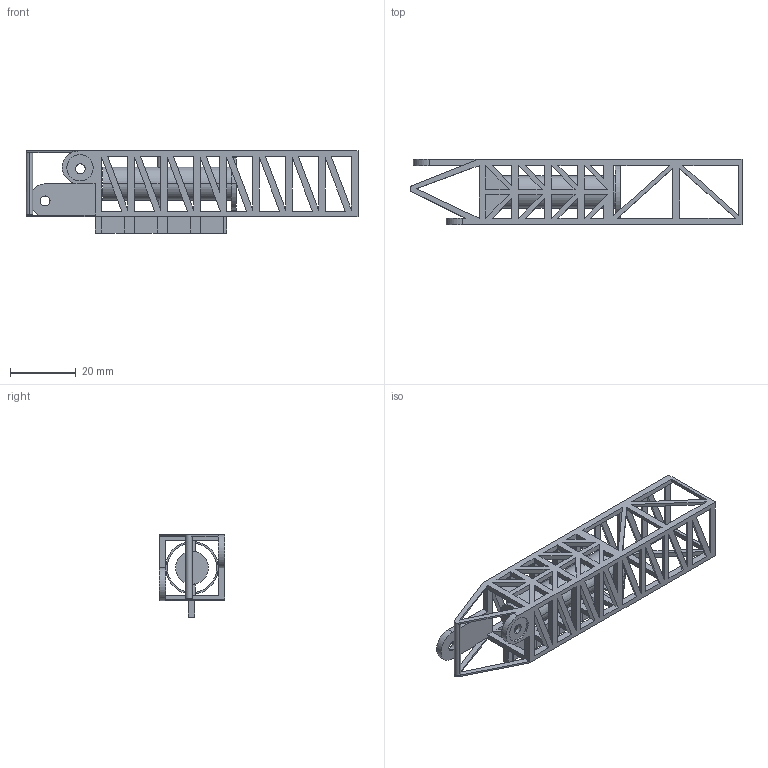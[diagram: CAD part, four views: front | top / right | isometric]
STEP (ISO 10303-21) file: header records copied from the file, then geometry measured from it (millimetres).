
FILE_DESCRIPTION (( 'STEP AP203' ), '1' );
FILE_NAME ('s5 segment.par_Défaut_sldprt.STEP', '2024-03-20T04:11:35', ( '' ), ( '' ), 'SwSTEP 2.0', 'SolidWorks 2022', '' );
FILE_SCHEMA (( 'CONFIG_CONTROL_DESIGN' ));
Length unit declared in the file: millimetre
Products named in the file (1): s5 segment.par_Défaut_sldprt
Bounding box: 101 x 20 x 25 mm (x, y, z)
Volume: 8033.1 mm3; surface area: 12338.3 mm2
Topology: 2 solids, 2 shells, 255 faces, 890 edges, 564 vertices
Faces by surface type: plane 232, cylinder 23
Entity records: 9697 total; most frequent: ORIENTED_EDGE 1774, CARTESIAN_POINT 1770, DIRECTION 1432, EDGE_CURVE 887, VECTOR 838, LINE 838, VERTEX_POINT 563, EDGE_LOOP 332
